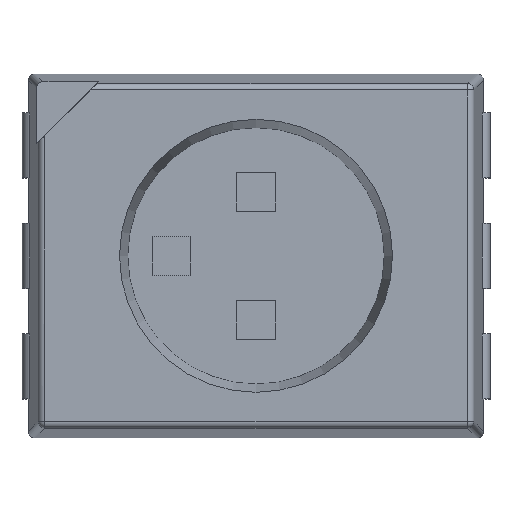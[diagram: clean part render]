
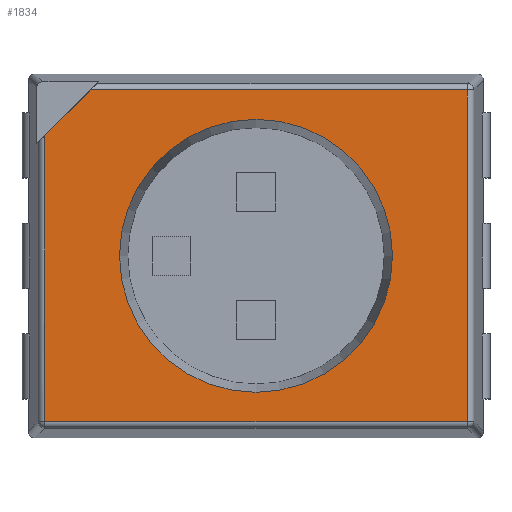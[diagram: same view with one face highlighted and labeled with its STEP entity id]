
A CAD part, top view. The second image highlights one B-rep face of the part: STEP entity #1834.
In plain terms, the highlighted planar face has unit normal (0, 0, 1).
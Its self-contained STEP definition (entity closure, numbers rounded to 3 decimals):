
#17=FACE_BOUND('',#385,.T.);
#123=CIRCLE('',#1998,1.05);
#189=PLANE('',#2002);
#285=FACE_OUTER_BOUND('',#384,.T.);
#384=EDGE_LOOP('',(#1703,#1704,#1705,#1706,#1707));
#385=EDGE_LOOP('',(#1708));
#430=LINE('',#2626,#625);
#436=LINE('',#2650,#631);
#438=LINE('',#2653,#633);
#439=LINE('',#2657,#634);
#578=LINE('',#3009,#773);
#625=VECTOR('',#2093,10.);
#631=VECTOR('',#2123,10.);
#633=VECTOR('',#2127,10.);
#634=VECTOR('',#2132,10.);
#773=VECTOR('',#2491,10.);
#834=VERTEX_POINT('',#2614);
#837=VERTEX_POINT('',#2624);
#838=VERTEX_POINT('',#2629);
#842=VERTEX_POINT('',#2640);
#844=VERTEX_POINT('',#2655);
#948=VERTEX_POINT('',#3013);
#1006=EDGE_CURVE('',#837,#834,#430,.T.);
#1019=EDGE_CURVE('',#834,#842,#436,.T.);
#1021=EDGE_CURVE('',#842,#838,#438,.T.);
#1023=EDGE_CURVE('',#838,#844,#439,.T.);
#1198=EDGE_CURVE('',#837,#844,#578,.T.);
#1200=EDGE_CURVE('',#948,#948,#123,.T.);
#1703=ORIENTED_EDGE('',*,*,#1006,.F.);
#1704=ORIENTED_EDGE('',*,*,#1198,.T.);
#1705=ORIENTED_EDGE('',*,*,#1023,.F.);
#1706=ORIENTED_EDGE('',*,*,#1021,.F.);
#1707=ORIENTED_EDGE('',*,*,#1019,.F.);
#1708=ORIENTED_EDGE('',*,*,#1200,.T.);
#1834=ADVANCED_FACE('',(#285,#17),#189,.T.);
#1998=AXIS2_PLACEMENT_3D('',#3014,#2497,#2498);
#2002=AXIS2_PLACEMENT_3D('',#3020,#2506,#2507);
#2093=DIRECTION('',(1.,0.,0.));
#2123=DIRECTION('',(0.,-1.,0.));
#2127=DIRECTION('',(-1.,0.,0.));
#2132=DIRECTION('',(0.,1.,0.));
#2491=DIRECTION('',(-0.707,-0.707,0.));
#2497=DIRECTION('center_axis',(0.,0.,-1.));
#2498=DIRECTION('ref_axis',(-1.,0.,0.));
#2506=DIRECTION('center_axis',(0.,0.,1.));
#2507=DIRECTION('ref_axis',(1.,0.,0.));
#2614=CARTESIAN_POINT('',(1.625,1.275,1.4));
#2624=CARTESIAN_POINT('',(-1.275,1.275,1.4));
#2626=CARTESIAN_POINT('',(-0.875,1.275,1.4));
#2629=CARTESIAN_POINT('',(-1.625,-1.275,1.4));
#2640=CARTESIAN_POINT('',(1.625,-1.275,1.4));
#2650=CARTESIAN_POINT('',(1.625,0.7,1.4));
#2653=CARTESIAN_POINT('',(0.875,-1.275,1.4));
#2655=CARTESIAN_POINT('',(-1.625,0.925,1.4));
#2657=CARTESIAN_POINT('',(-1.625,-0.7,1.4));
#3009=CARTESIAN_POINT('',(-1.213,1.338,1.4));
#3013=CARTESIAN_POINT('',(1.05,0.,1.4));
#3014=CARTESIAN_POINT('Origin',(0.,0.,1.4));
#3020=CARTESIAN_POINT('Origin',(0.,0.,1.4));
